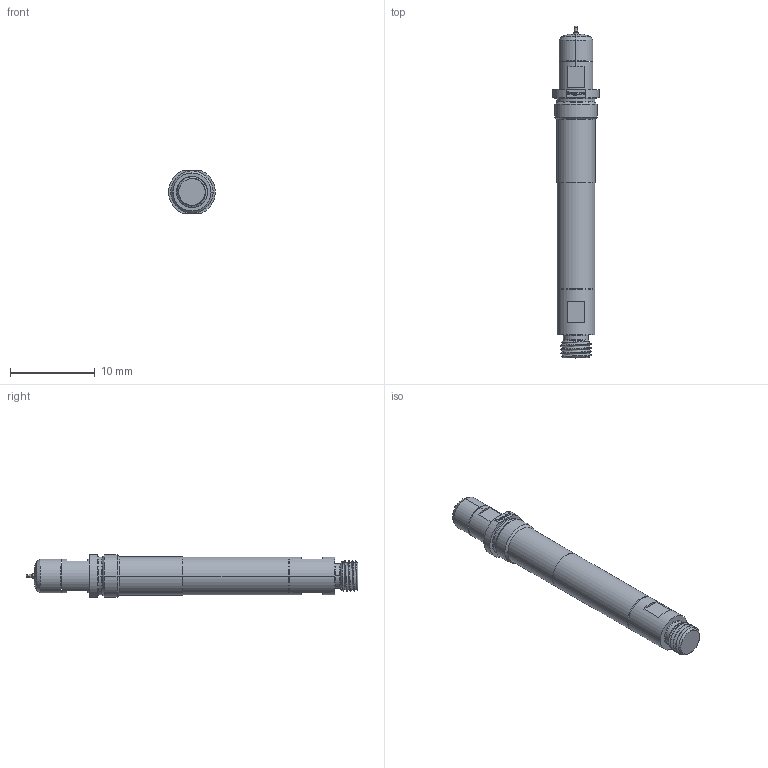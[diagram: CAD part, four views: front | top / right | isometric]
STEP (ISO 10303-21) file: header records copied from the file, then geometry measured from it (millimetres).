
FILE_DESCRIPTION (( 'STEP AP203' ), '1' );
FILE_NAME ('INGUN_HFS-890_313_040_A_xx43_MM8030M.STEP', '2022-05-05T08:52:33', ( 'ochi' ), ( '' ), 'SwSTEP 2.0', 'SolidWorks 2018', '' );
FILE_SCHEMA (( 'CONFIG_CONTROL_DESIGN' ));
Length unit declared in the file: millimetre
Products named in the file (1): INGUN_HFS-890_313_040_A_xx43_MM8030M
Bounding box: 5.49 x 39.2 x 5 mm (x, y, z)
Volume: 567.6 mm3; surface area: 598.2 mm2
Topology: 1 solids, 1 shells, 154 faces, 369 edges, 236 vertices
Faces by surface type: plane 63, cylinder 39, bspline 23, cone 19, torus 10
Entity records: 6447 total; most frequent: CARTESIAN_POINT 2956, ORIENTED_EDGE 738, DIRECTION 642, EDGE_CURVE 369, AXIS2_PLACEMENT_3D 240, VERTEX_POINT 236, EDGE_LOOP 173, LINE 162
